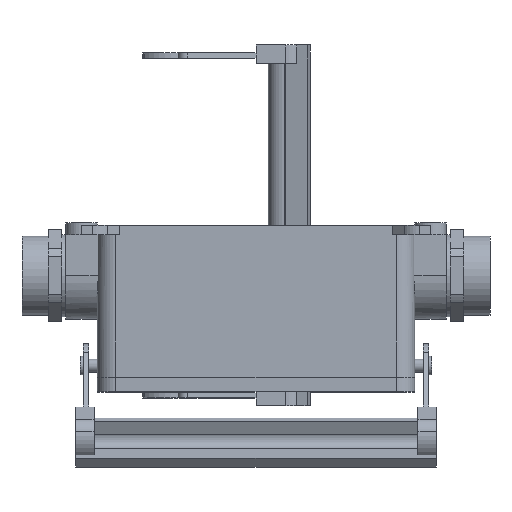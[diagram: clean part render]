
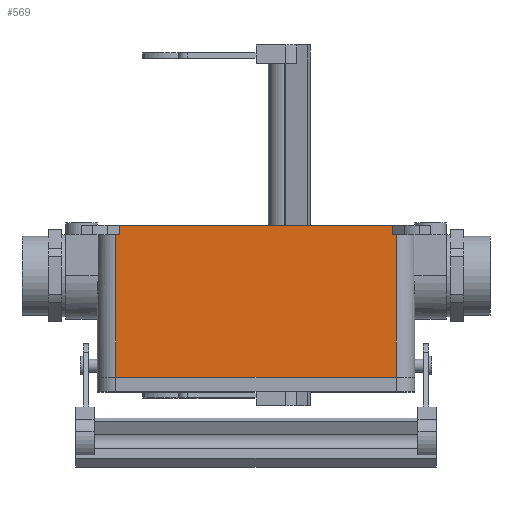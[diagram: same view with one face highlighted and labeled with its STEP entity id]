
A CAD part, top view. The second image highlights one B-rep face of the part: STEP entity #569.
In plain terms, the highlighted planar face has unit normal (0, 0, 1).
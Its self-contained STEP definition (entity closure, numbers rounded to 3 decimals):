
#569 = ADVANCED_FACE( '', ( #1228 ), #1229, .F. );
#1228 = FACE_OUTER_BOUND( '', #1967, .T. );
#1229 = PLANE( '', #1968 );
#1967 = EDGE_LOOP( '', ( #3596, #3597, #3598, #3599, #3600, #3601, #3602, #3603 ) );
#1968 = AXIS2_PLACEMENT_3D( '', #3604, #3605, #3606 );
#3596 = ORIENTED_EDGE( '', *, *, #4582, .T. );
#3597 = ORIENTED_EDGE( '', *, *, #4320, .F. );
#3598 = ORIENTED_EDGE( '', *, *, #4213, .T. );
#3599 = ORIENTED_EDGE( '', *, *, #4837, .T. );
#3600 = ORIENTED_EDGE( '', *, *, #4323, .F. );
#3601 = ORIENTED_EDGE( '', *, *, #4292, .F. );
#3602 = ORIENTED_EDGE( '', *, *, #4570, .T. );
#3603 = ORIENTED_EDGE( '', *, *, #4717, .T. );
#3604 = CARTESIAN_POINT( '', ( 0., -3.5, 21.5 ) );
#3605 = DIRECTION( '', ( 0., 0., -1. ) );
#3606 = DIRECTION( '', ( -1., 0., 0. ) );
#4213 = EDGE_CURVE( '', #5011, #5009, #5012, .T. );
#4292 = EDGE_CURVE( '', #5146, #5148, #5149, .T. );
#4320 = EDGE_CURVE( '', #5011, #5190, #5194, .T. );
#4323 = EDGE_CURVE( '', #5148, #5198, #5199, .T. );
#4570 = EDGE_CURVE( '', #5146, #5599, #5601, .T. );
#4582 = EDGE_CURVE( '', #5617, #5190, #5618, .T. );
#4717 = EDGE_CURVE( '', #5599, #5617, #5817, .T. );
#4837 = EDGE_CURVE( '', #5009, #5198, #5968, .T. );
#5009 = VERTEX_POINT( '', #6205 );
#5011 = VERTEX_POINT( '', #6207 );
#5012 = LINE( '', #6208, #6209 );
#5146 = VERTEX_POINT( '', #6401 );
#5148 = VERTEX_POINT( '', #6403 );
#5149 = LINE( '', #6404, #6405 );
#5190 = VERTEX_POINT( '', #6468 );
#5194 = LINE( '', #6474, #6475 );
#5198 = VERTEX_POINT( '', #6480 );
#5199 = LINE( '', #6481, #6482 );
#5599 = VERTEX_POINT( '', #7017 );
#5601 = LINE( '', #7020, #7021 );
#5617 = VERTEX_POINT( '', #7041 );
#5618 = LINE( '', #7042, #7043 );
#5817 = LINE( '', #7406, #7407 );
#5968 = LINE( '', #7619, #7620 );
#6205 = CARTESIAN_POINT( '', ( -53., -3.5, 21.5 ) );
#6207 = CARTESIAN_POINT( '', ( -51.486, -3.5, 21.5 ) );
#6208 = CARTESIAN_POINT( '', ( -61.8, -3.5, 21.5 ) );
#6209 = VECTOR( '', #7826, 1000. );
#6401 = CARTESIAN_POINT( '', ( 53., -3.5, 21.5 ) );
#6403 = CARTESIAN_POINT( '', ( 53., -57.4, 21.5 ) );
#6404 = CARTESIAN_POINT( '', ( 53., 108.116, 21.5 ) );
#6405 = VECTOR( '', #7929, 1000. );
#6468 = CARTESIAN_POINT( '', ( -51.486, 0., 21.5 ) );
#6474 = CARTESIAN_POINT( '', ( -51.486, -3.5, 21.5 ) );
#6475 = VECTOR( '', #7964, 1000. );
#6480 = CARTESIAN_POINT( '', ( -53., -57.4, 21.5 ) );
#6481 = CARTESIAN_POINT( '', ( -53., -57.4, 21.5 ) );
#6482 = VECTOR( '', #7966, 1000. );
#7017 = CARTESIAN_POINT( '', ( 51.486, -3.5, 21.5 ) );
#7020 = CARTESIAN_POINT( '', ( -61.8, -3.5, 21.5 ) );
#7021 = VECTOR( '', #8300, 1000. );
#7041 = CARTESIAN_POINT( '', ( 51.486, 0., 21.5 ) );
#7042 = CARTESIAN_POINT( '', ( 0., 0., 21.5 ) );
#7043 = VECTOR( '', #8314, 1000. );
#7406 = CARTESIAN_POINT( '', ( 51.486, -3.5, 21.5 ) );
#7407 = VECTOR( '', #8476, 1000. );
#7619 = CARTESIAN_POINT( '', ( -53., 108.116, 21.5 ) );
#7620 = VECTOR( '', #8591, 1000. );
#7826 = DIRECTION( '', ( -1., 0., 0. ) );
#7929 = DIRECTION( '', ( 0., -1., 0. ) );
#7964 = DIRECTION( '', ( 0., 1., 0. ) );
#7966 = DIRECTION( '', ( -1., 0., 0. ) );
#8300 = DIRECTION( '', ( -1., 0., 0. ) );
#8314 = DIRECTION( '', ( -1., 0., 0. ) );
#8476 = DIRECTION( '', ( 0., 1., 0. ) );
#8591 = DIRECTION( '', ( 0., -1., 0. ) );
